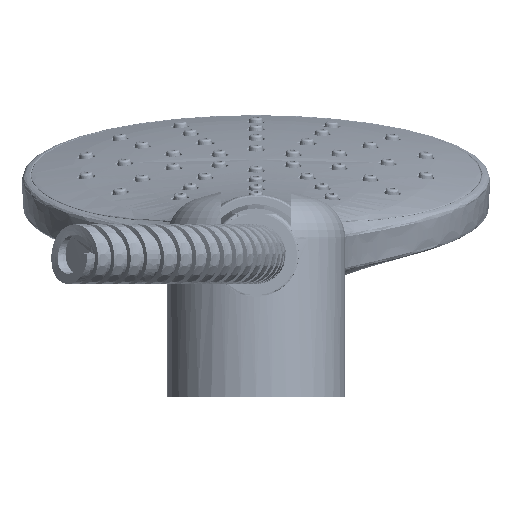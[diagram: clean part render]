
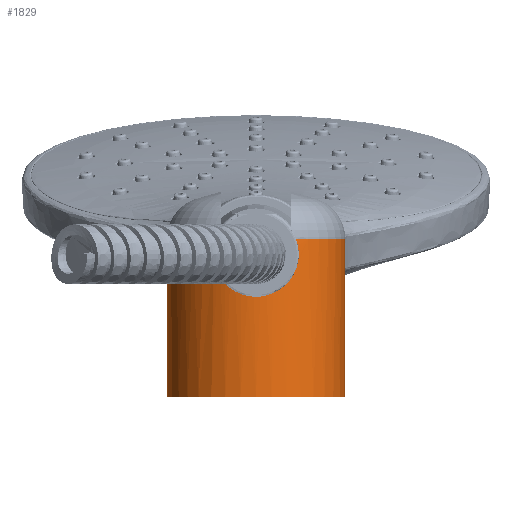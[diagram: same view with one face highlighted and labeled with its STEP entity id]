
A CAD part, front view. The second image highlights one B-rep face of the part: STEP entity #1829.
In plain terms, the highlighted cylindrical face has radius 21 mm (diameter 42 mm), a partial arc.
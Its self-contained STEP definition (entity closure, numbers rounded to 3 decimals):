
#818=CARTESIAN_POINT('',(-9.413,37.,-18.772));
#819=CARTESIAN_POINT('',(-9.61,36.475,-18.673));
#820=CARTESIAN_POINT('',(-9.907,35.42,-18.517));
#821=CARTESIAN_POINT('',(-10.086,33.828,-18.419));
#822=CARTESIAN_POINT('',(-10.012,32.239,-18.46));
#823=CARTESIAN_POINT('',(-9.679,30.649,-18.639));
#824=CARTESIAN_POINT('',(-9.067,29.076,-18.948));
#825=CARTESIAN_POINT('',(-8.158,27.573,-19.362));
#826=CARTESIAN_POINT('',(-6.974,26.227,-19.824));
#827=CARTESIAN_POINT('',(-5.577,25.121,-20.265));
#828=CARTESIAN_POINT('',(-4.048,24.295,-20.627));
#829=CARTESIAN_POINT('',(-2.449,23.755,-20.878));
#830=CARTESIAN_POINT('',(-0.818,23.489,
-21.005));
#831=CARTESIAN_POINT('',(0.822,23.489,-21.005));
#832=CARTESIAN_POINT('',(2.454,23.756,-20.877));
#833=CARTESIAN_POINT('',(4.053,24.297,-20.626));
#834=CARTESIAN_POINT('',(5.581,25.124,-20.264));
#835=CARTESIAN_POINT('',(6.977,26.231,-19.823));
#836=CARTESIAN_POINT('',(8.161,27.577,-19.36));
#837=CARTESIAN_POINT('',(9.069,29.08,-18.947));
#838=CARTESIAN_POINT('',(9.681,30.653,-18.638));
#839=CARTESIAN_POINT('',(10.013,32.243,-18.46));
#840=CARTESIAN_POINT('',(10.086,33.833,-18.419));
#841=CARTESIAN_POINT('',(9.906,35.421,-18.518));
#842=CARTESIAN_POINT('',(9.61,36.475,-18.673));
#843=CARTESIAN_POINT('',(9.413,37.,-18.772));
#941=CARTESIAN_POINT('',(0.,37.,0.));
#942=DIRECTION('',(0.,1.,0.));
#943=DIRECTION('',(1.,0.,0.));
#944=AXIS2_PLACEMENT_3D('',#941,#942,#943);
#988=CARTESIAN_POINT('',(0.,37.,0.));
#989=DIRECTION('',(0.,1.,0.));
#990=DIRECTION('',(-0.448,0.,-0.894));
#991=AXIS2_PLACEMENT_3D('',#988,#989,#990);
#1074=DIRECTION('',(0.,1.,0.));
#1075=VECTOR('',#1074,37.);
#1076=CARTESIAN_POINT('',(-21.,0.,0.));
#1077=LINE('',#1076,#1075);
#1081=CARTESIAN_POINT('',(0.,0.,0.));
#1082=DIRECTION('',(0.,1.,0.));
#1083=DIRECTION('',(1.,0.,0.));
#1084=AXIS2_PLACEMENT_3D('',#1081,#1082,#1083);
#1089=DIRECTION('',(0.,1.,0.));
#1090=VECTOR('',#1089,37.);
#1091=CARTESIAN_POINT('',(21.,0.,0.));
#1092=LINE('',#1091,#1090);
#1096=CARTESIAN_POINT('',(21.,0.,0.));
#1097=CARTESIAN_POINT('',(21.,37.,0.));
#1098=VERTEX_POINT('',#1096);
#1099=VERTEX_POINT('',#1097);
#1100=CARTESIAN_POINT('',(-21.,0.,0.));
#1101=CARTESIAN_POINT('',(-21.,37.,0.));
#1102=VERTEX_POINT('',#1100);
#1103=VERTEX_POINT('',#1101);
#1108=CARTESIAN_POINT('',(9.413,37.,-18.772));
#1109=VERTEX_POINT('',#1108);
#1110=CARTESIAN_POINT('',(-9.413,37.,-18.772));
#1111=VERTEX_POINT('',#1110);
#1816=CARTESIAN_POINT('',(0.,51.45,0.));
#1817=DIRECTION('',(0.,-1.,0.));
#1818=DIRECTION('',(-1.,0.,0.));
#1819=AXIS2_PLACEMENT_3D('',#1816,#1817,#1818);
#1820=CYLINDRICAL_SURFACE('',#1819,21.);
#1821=ORIENTED_EDGE('',*,*,#1700,.F.);
#1822=ORIENTED_EDGE('',*,*,#1770,.T.);
#1823=ORIENTED_EDGE('',*,*,#1235,.F.);
#1824=ORIENTED_EDGE('',*,*,#1212,.F.);
#1825=ORIENTED_EDGE('',*,*,#1232,.T.);
#1826=ORIENTED_EDGE('',*,*,#1755,.T.);
#1827=EDGE_LOOP('',(#1821,#1822,#1823,#1824,#1825,#1826));
#1828=FACE_OUTER_BOUND('',#1827,.F.);
#1829=ADVANCED_FACE('',(#1828),#1820,.T.);
#844=B_SPLINE_CURVE_WITH_KNOTS('',3,(#818,#819,#820,#821,#822,#823,#824,#825,
#826,#827,#828,#829,#830,#831,#832,#833,#834,#835,#836,#837,#838,#839,#840,#841,
#842,#843),.UNSPECIFIED.,.F.,.F.,(4,1,1,1,1,1,1,1,1,1,1,1,1,1,1,1,1,1,1,1,1,1,1,
4),(0.,0.043,0.087,0.13,
0.174,0.217,0.261,0.304,
0.348,0.391,0.435,0.478,
0.522,0.565,0.609,0.652,
0.696,0.739,0.783,0.826,
0.87,0.913,0.957,1.),.UNSPECIFIED.);
#945=CIRCLE('',#944,21.);
#992=CIRCLE('',#991,21.);
#1085=CIRCLE('',#1084,21.);
#1212=EDGE_CURVE('',#1098,#1102,#1085,.T.);
#1232=EDGE_CURVE('',#1098,#1099,#1092,.T.);
#1235=EDGE_CURVE('',#1102,#1103,#1077,.T.);
#1700=EDGE_CURVE('',#1111,#1109,#844,.T.);
#1755=EDGE_CURVE('',#1099,#1109,#945,.T.);
#1770=EDGE_CURVE('',#1111,#1103,#992,.T.);
